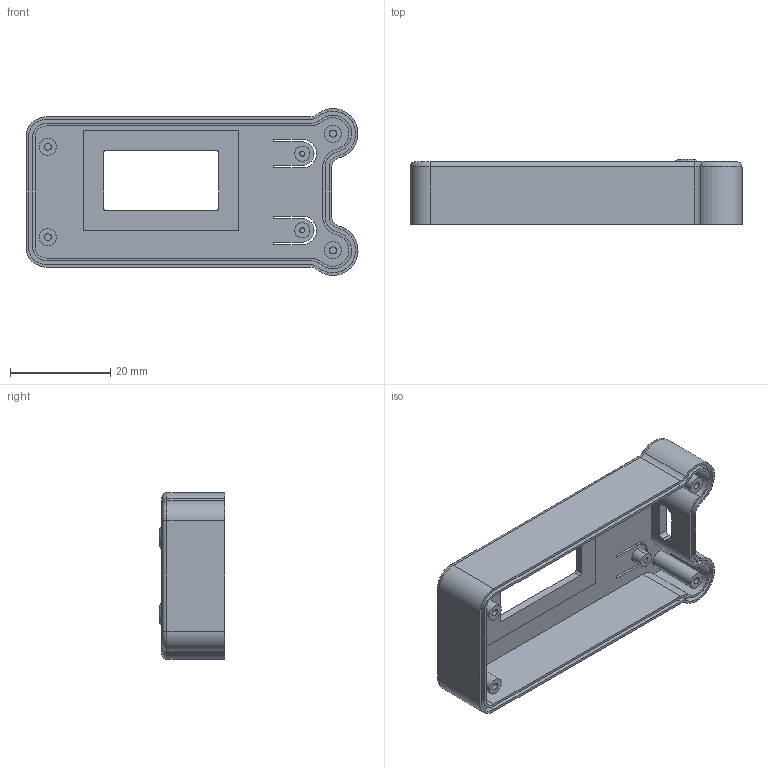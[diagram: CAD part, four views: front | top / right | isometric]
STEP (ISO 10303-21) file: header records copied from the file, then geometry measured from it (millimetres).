
FILE_DESCRIPTION((''),'2;1');
FILE_NAME('PRT0002','2020-07-07T',('Administrator'),(''),'PRO/ENGINEER BY PARAMETRIC TECHNOLOGY CORPORATION, 2005030','PRO/ENGINEER BY PARAMETRIC TECHNOLOGY CORPORATION, 2005030','');
FILE_SCHEMA(('CONFIG_CONTROL_DESIGN','SHAPE_APPEARANCE_LAYERS_GROUPS'));
Length unit declared in the file: millimetre
Products named in the file (1): PRT0002
Bounding box: 66.27 x 13 x 33.28 mm (x, y, z)
Volume: 6674.7 mm3; surface area: 9188.6 mm2
Topology: 1 solids, 1 shells, 157 faces, 394 edges, 256 vertices
Faces by surface type: cylinder 78, plane 67, torus 8, cone 4
Entity records: 4797 total; most frequent: DIRECTION 882, CARTESIAN_POINT 807, ORIENTED_EDGE 788, EDGE_CURVE 394, AXIS2_PLACEMENT_3D 331, VERTEX_POINT 256, VECTOR 220, LINE 220
